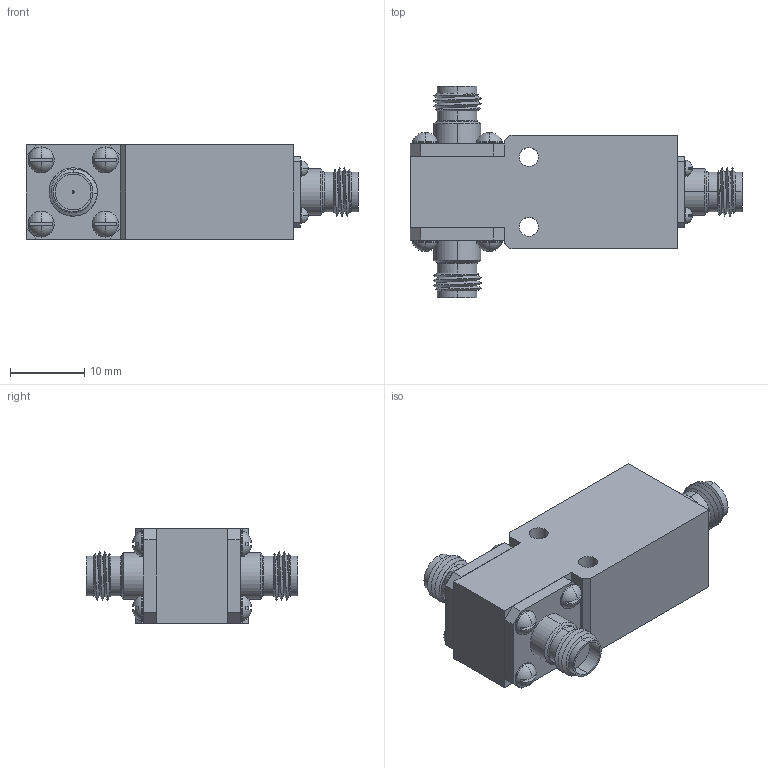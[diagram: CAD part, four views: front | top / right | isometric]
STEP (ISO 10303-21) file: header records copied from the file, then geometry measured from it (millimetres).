
FILE_DESCRIPTION (( 'STEP AP203' ), '1' );
FILE_NAME ('SCV-000653402505-VFVF-U3, SCV-000723402505-VFVF-U3, SCV-000853402505-VFVF-U3.STEP', '2019-10-22T17:33:45', ( '' ), ( '' ), 'SwSTEP 2.0', 'SolidWorks 2016', '' );
FILE_SCHEMA (( 'CONFIG_CONTROL_DESIGN' ));
Length unit declared in the file: inch
Products named in the file (1): SCV-000653402505-VFVF-U3, SCV-000723402505-VFVF-U3, SCV-000853402505-VFVF-U3
Bounding box: 44.7 x 28.45 x 12.7 mm (x, y, z)
Volume: 7260.7 mm3; surface area: 4747.2 mm2
Topology: 28 solids, 28 shells, 408 faces, 941 edges, 604 vertices
Faces by surface type: cylinder 144, plane 132, torus 54, cone 48, sphere 24, bspline 6
Entity records: 14744 total; most frequent: CARTESIAN_POINT 5089, DIRECTION 2208, ORIENTED_EDGE 1882, AXIS2_PLACEMENT_3D 945, EDGE_CURVE 941, VERTEX_POINT 604, CIRCLE 542, EDGE_LOOP 451
